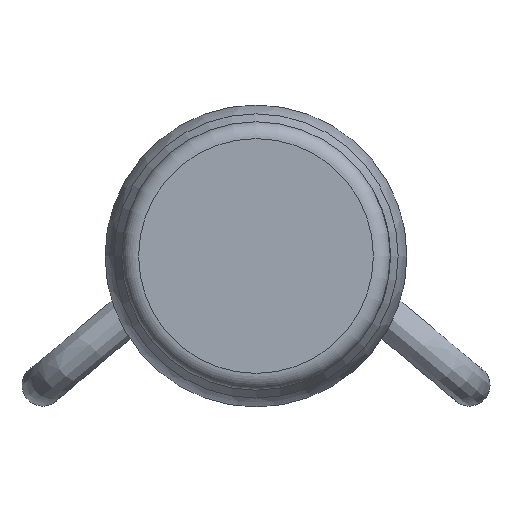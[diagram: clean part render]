
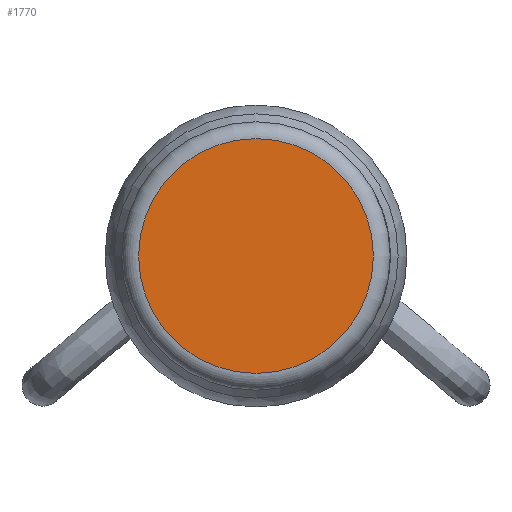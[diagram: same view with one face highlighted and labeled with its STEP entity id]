
A CAD part, left-side view. The second image highlights one B-rep face of the part: STEP entity #1770.
In plain terms, the highlighted face is planar.
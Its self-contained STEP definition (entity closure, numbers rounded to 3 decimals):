
#64=CIRCLE('',#1871,0.7);
#397=ORIENTED_EDGE('',*,*,#604,.T.);
#604=EDGE_CURVE('',#718,#718,#64,.T.);
#718=VERTEX_POINT('',#3186);
#1001=EDGE_LOOP('',(#397));
#1102=FACE_BOUND('',#1001,.T.);
#1161=PLANE('',#1881);
#1770=ADVANCED_FACE('',(#1102),#1161,.T.);
#1871=AXIS2_PLACEMENT_3D('',#3185,#2163,#2164);
#1881=AXIS2_PLACEMENT_3D('',#3201,#2183,#2184);
#2163=DIRECTION('',(0.,0.,1.));
#2164=DIRECTION('',(1.,0.,0.));
#2183=DIRECTION('',(0.,0.,1.));
#2184=DIRECTION('',(1.,0.,0.));
#3185=CARTESIAN_POINT('',(0.,0.,9.));
#3186=CARTESIAN_POINT('',(0.7,0.,9.));
#3201=CARTESIAN_POINT('',(0.,0.,9.));
